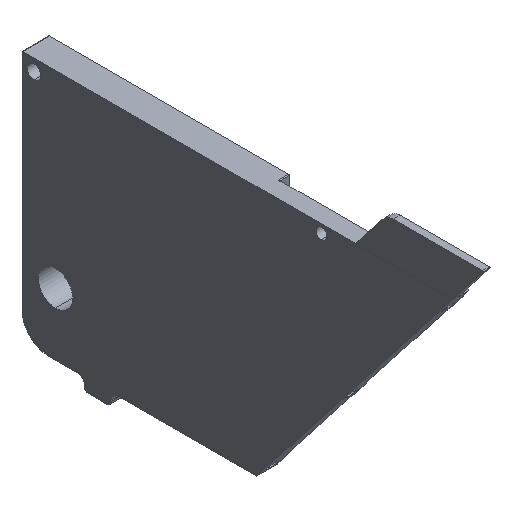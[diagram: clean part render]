
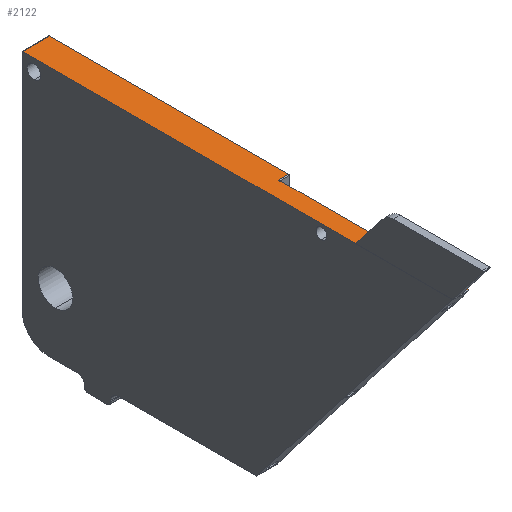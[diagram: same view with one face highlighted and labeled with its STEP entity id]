
A CAD part, isometric view. The second image highlights one B-rep face of the part: STEP entity #2122.
In plain terms, the highlighted planar face has unit normal (0, 0, 1).
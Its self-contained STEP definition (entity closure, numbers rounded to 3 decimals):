
#66 = LINE ( 'NONE', #1546, #821 ) ;
#81 = DIRECTION ( 'NONE',  ( 0., -1., 0. ) ) ;
#108 = VERTEX_POINT ( 'NONE', #997 ) ;
#261 = VERTEX_POINT ( 'NONE', #4856 ) ;
#268 = CARTESIAN_POINT ( 'NONE',  ( 8., 161.353, -2. ) ) ;
#319 = CARTESIAN_POINT ( 'NONE',  ( 5.4, 39.019, -2. ) ) ;
#330 = DIRECTION ( 'NONE',  ( 0., 0., -1. ) ) ;
#378 = CARTESIAN_POINT ( 'NONE',  ( 5.4, 39.019, -2. ) ) ;
#597 = EDGE_CURVE ( 'NONE', #1751, #261, #4901, .T. ) ;
#608 = ORIENTED_EDGE ( 'NONE', *, *, #5014, .T. ) ;
#744 = LINE ( 'NONE', #1685, #4442 ) ;
#821 = VECTOR ( 'NONE', #2981, 1000. ) ;
#896 = CARTESIAN_POINT ( 'NONE',  ( 5.588, 39.248, -2. ) ) ;
#997 = CARTESIAN_POINT ( 'NONE',  ( 5., 37.72, -2. ) ) ;
#1162 = ORIENTED_EDGE ( 'NONE', *, *, #6128, .T. ) ;
#1170 = EDGE_CURVE ( 'NONE', #5677, #5689, #4629, .T. ) ;
#1255 = CARTESIAN_POINT ( 'NONE',  ( 5., 38.241, -2. ) ) ;
#1321 = CARTESIAN_POINT ( 'NONE',  ( 5.4, 39.019, -2. ) ) ;
#1386 =( BOUNDED_CURVE ( )  B_SPLINE_CURVE ( 3, ( #3804, #3901, #1419, #4950 ),
 .UNSPECIFIED., .F., .T. ) 
 B_SPLINE_CURVE_WITH_KNOTS ( ( 4, 4 ),
 ( 4.949, 5.64 ),
 .UNSPECIFIED. ) 
 CURVE ( )  GEOMETRIC_REPRESENTATION_ITEM ( )  RATIONAL_B_SPLINE_CURVE ( ( 1., 0.961, 0.961, 1. ) ) 
 REPRESENTATION_ITEM ( '' )  );
#1419 = CARTESIAN_POINT ( 'NONE',  ( 5.588, 40.477, -2. ) ) ;
#1521 = AXIS2_PLACEMENT_3D ( 'NONE', #2182, #330, #6205 ) ;
#1546 = CARTESIAN_POINT ( 'NONE',  ( 0.6, 161.353, -2. ) ) ;
#1572 = EDGE_CURVE ( 'NONE', #3927, #5344, #3184, .T. ) ;
#1685 = CARTESIAN_POINT ( 'NONE',  ( 5., 0., -2. ) ) ;
#1692 = VERTEX_POINT ( 'NONE', #1834 ) ;
#1751 = VERTEX_POINT ( 'NONE', #4797 ) ;
#1800 = CARTESIAN_POINT ( 'NONE',  ( 5., 41.264, -2. ) ) ;
#1834 = CARTESIAN_POINT ( 'NONE',  ( 5.772, 39.938, -2. ) ) ;
#1868 = DIRECTION ( 'NONE',  ( 1., 0., 0. ) ) ;
#1990 = DIRECTION ( 'NONE',  ( 1., 0., 0. ) ) ;
#2122 = ADVANCED_FACE ( 'NONE', ( #3248 ), #3749, .F. ) ;
#2171 = CARTESIAN_POINT ( 'NONE',  ( 5., 41.671, -2. ) ) ;
#2182 = CARTESIAN_POINT ( 'NONE',  ( 0.6, 161.553, -2. ) ) ;
#2192 = ORIENTED_EDGE ( 'NONE', *, *, #1170, .T. ) ;
#2266 =( BOUNDED_CURVE ( )  B_SPLINE_CURVE ( 3, ( #319, #896, #5872, #6379 ),
 .UNSPECIFIED., .F., .T. ) 
 B_SPLINE_CURVE_WITH_KNOTS ( ( 4, 4 ),
 ( 3.785, 4.476 ),
 .UNSPECIFIED. ) 
 CURVE ( )  GEOMETRIC_REPRESENTATION_ITEM ( )  RATIONAL_B_SPLINE_CURVE ( ( 1., 0.961, 0.961, 1. ) ) 
 REPRESENTATION_ITEM ( '' )  );
#2285 = VERTEX_POINT ( 'NONE', #3380 ) ;
#2286 = ORIENTED_EDGE ( 'NONE', *, *, #3094, .T. ) ;
#2439 = LINE ( 'NONE', #2513, #5799 ) ;
#2482 = EDGE_CURVE ( 'NONE', #1751, #5344, #744, .T. ) ;
#2513 = CARTESIAN_POINT ( 'NONE',  ( 0.6, 33.224, -2. ) ) ;
#2577 = ORIENTED_EDGE ( 'NONE', *, *, #2482, .F. ) ;
#2675 = VECTOR ( 'NONE', #3605, 1000. ) ;
#2808 = EDGE_CURVE ( 'NONE', #108, #2285, #3021, .T. ) ;
#2981 = DIRECTION ( 'NONE',  ( -1., 0., 0. ) ) ;
#2989 = CARTESIAN_POINT ( 'NONE',  ( 5.4, 40.656, -2. ) ) ;
#3000 = EDGE_CURVE ( 'NONE', #108, #3687, #4484, .T. ) ;
#3021 = LINE ( 'NONE', #4456, #2675 ) ;
#3094 = EDGE_CURVE ( 'NONE', #3687, #1692, #2266, .T. ) ;
#3127 = ORIENTED_EDGE ( 'NONE', *, *, #4635, .F. ) ;
#3184 =( BOUNDED_CURVE ( )  B_SPLINE_CURVE ( 3, ( #5232, #6254, #1800, #2171 ),
 .UNSPECIFIED., .F., .T. ) 
 B_SPLINE_CURVE_WITH_KNOTS ( ( 4, 4 ),
 ( 3.785, 4.712 ),
 .UNSPECIFIED. ) 
 CURVE ( )  GEOMETRIC_REPRESENTATION_ITEM ( )  RATIONAL_B_SPLINE_CURVE ( ( 1., 0.93, 0.93, 1. ) ) 
 REPRESENTATION_ITEM ( '' )  );
#3211 = CARTESIAN_POINT ( 'NONE',  ( 5., 37.72, -2. ) ) ;
#3238 = CARTESIAN_POINT ( 'NONE',  ( 5.143, 38.706, -2. ) ) ;
#3248 = FACE_OUTER_BOUND ( 'NONE', #5691, .T. ) ;
#3380 = CARTESIAN_POINT ( 'NONE',  ( 5., 33.224, -2. ) ) ;
#3516 = LINE ( 'NONE', #4525, #5181 ) ;
#3605 = DIRECTION ( 'NONE',  ( 0., -1., 0. ) ) ;
#3687 = VERTEX_POINT ( 'NONE', #1321 ) ;
#3701 = VECTOR ( 'NONE', #5705, 1000. ) ;
#3749 = PLANE ( 'NONE',  #1521 ) ;
#3771 = DIRECTION ( 'NONE',  ( 0., -1., 0. ) ) ;
#3804 = CARTESIAN_POINT ( 'NONE',  ( 5.772, 39.938, -2. ) ) ;
#3901 = CARTESIAN_POINT ( 'NONE',  ( 5.717, 40.228, -2. ) ) ;
#3927 = VERTEX_POINT ( 'NONE', #2989 ) ;
#4113 = VECTOR ( 'NONE', #1868, 1000. ) ;
#4127 = CARTESIAN_POINT ( 'NONE',  ( 0., 161.353, -2. ) ) ;
#4162 = EDGE_CURVE ( 'NONE', #4820, #5677, #66, .T. ) ;
#4208 = ORIENTED_EDGE ( 'NONE', *, *, #3000, .T. ) ;
#4442 = VECTOR ( 'NONE', #3771, 1000. ) ;
#4456 = CARTESIAN_POINT ( 'NONE',  ( 5., 0., -2. ) ) ;
#4484 =( BOUNDED_CURVE ( )  B_SPLINE_CURVE ( 3, ( #3211, #1255, #3238, #378 ),
 .UNSPECIFIED., .F., .T. ) 
 B_SPLINE_CURVE_WITH_KNOTS ( ( 4, 4 ),
 ( 4.712, 5.64 ),
 .UNSPECIFIED. ) 
 CURVE ( )  GEOMETRIC_REPRESENTATION_ITEM ( )  RATIONAL_B_SPLINE_CURVE ( ( 1., 0.93, 0.93, 1. ) ) 
 REPRESENTATION_ITEM ( '' )  );
#4502 = ORIENTED_EDGE ( 'NONE', *, *, #597, .T. ) ;
#4525 = CARTESIAN_POINT ( 'NONE',  ( 8., 0., -2. ) ) ;
#4613 = CARTESIAN_POINT ( 'NONE',  ( 0., 33.224, -2. ) ) ;
#4629 = LINE ( 'NONE', #5098, #3701 ) ;
#4635 = EDGE_CURVE ( 'NONE', #4820, #261, #3516, .T. ) ;
#4775 = CARTESIAN_POINT ( 'NONE',  ( 5., 41.671, -2. ) ) ;
#4797 = CARTESIAN_POINT ( 'NONE',  ( 5., 89.754, -2. ) ) ;
#4820 = VERTEX_POINT ( 'NONE', #268 ) ;
#4856 = CARTESIAN_POINT ( 'NONE',  ( 8., 89.754, -2. ) ) ;
#4901 = LINE ( 'NONE', #6318, #4113 ) ;
#4945 = ORIENTED_EDGE ( 'NONE', *, *, #4162, .T. ) ;
#4950 = CARTESIAN_POINT ( 'NONE',  ( 5.4, 40.656, -2. ) ) ;
#5014 = EDGE_CURVE ( 'NONE', #5689, #2285, #2439, .T. ) ;
#5039 = ORIENTED_EDGE ( 'NONE', *, *, #1572, .T. ) ;
#5098 = CARTESIAN_POINT ( 'NONE',  ( 0., 161.553, -2. ) ) ;
#5181 = VECTOR ( 'NONE', #81, 1000. ) ;
#5232 = CARTESIAN_POINT ( 'NONE',  ( 5.4, 40.656, -2. ) ) ;
#5344 = VERTEX_POINT ( 'NONE', #4775 ) ;
#5677 = VERTEX_POINT ( 'NONE', #4127 ) ;
#5689 = VERTEX_POINT ( 'NONE', #4613 ) ;
#5691 = EDGE_LOOP ( 'NONE', ( #2192, #608, #6058, #4208, #2286, #1162, #5039, #2577, #4502, #3127, #4945 ) ) ;
#5705 = DIRECTION ( 'NONE',  ( 0., -1., 0. ) ) ;
#5799 = VECTOR ( 'NONE', #1990, 1000. ) ;
#5872 = CARTESIAN_POINT ( 'NONE',  ( 5.717, 39.567, -2. ) ) ;
#6058 = ORIENTED_EDGE ( 'NONE', *, *, #2808, .F. ) ;
#6128 = EDGE_CURVE ( 'NONE', #1692, #3927, #1386, .T. ) ;
#6205 = DIRECTION ( 'NONE',  ( 0., 1., 0. ) ) ;
#6254 = CARTESIAN_POINT ( 'NONE',  ( 5.143, 40.9, -2. ) ) ;
#6318 = CARTESIAN_POINT ( 'NONE',  ( 8., 89.754, -2. ) ) ;
#6379 = CARTESIAN_POINT ( 'NONE',  ( 5.772, 39.938, -2. ) ) ;
